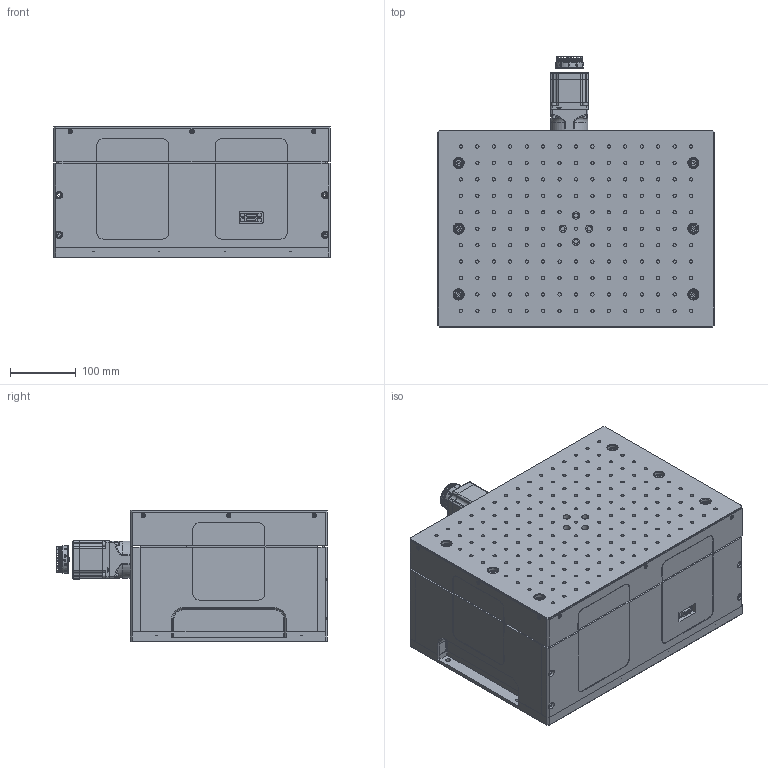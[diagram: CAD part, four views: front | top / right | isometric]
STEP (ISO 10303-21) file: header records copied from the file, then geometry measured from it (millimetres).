
FILE_DESCRIPTION (( 'STEP AP214' ), '1' );
FILE_NAME ('µç¶¯ÖØÔØÉý½µÌ¨SSJF300H75D.STEP', '2021-07-12T09:50:19', ( '' ), ( '' ), 'SwSTEP 2.0', 'SolidWorks 2018', '' );
FILE_SCHEMA (( 'AUTOMOTIVE_DESIGN' ));
Length unit declared in the file: millimetre
Products named in the file (1): 萇雄笭婥汔蔥怢SSJF300H75D
Bounding box: 420 x 412 x 200 mm (x, y, z)
Surface area: 762584.7 mm2 (no closed solid volume)
Topology: 0 solids, 143 shells, 1360 faces, 5669 edges, 4259 vertices
Faces by surface type: plane 641, cylinder 462, bspline 98, cone 95, torus 64
Full cylindrical faces by diameter (mm): 1.6 x8, 2.05 x1, 3 x2, 3.3 x1, 5 x159, 5.2 x11, 6.5 x4, 6.6 x2, 8.5 x4, 11 x24, 15 x18, 42 x1
Entity records: 79319 total; most frequent: CARTESIAN_POINT 20803, DIRECTION 8561, ORIENTED_EDGE 7476, EDGE_CURVE 5306, VERTEX_POINT 4222, VECTOR 2943, LINE 2943, AXIS2_PLACEMENT_3D 2809
